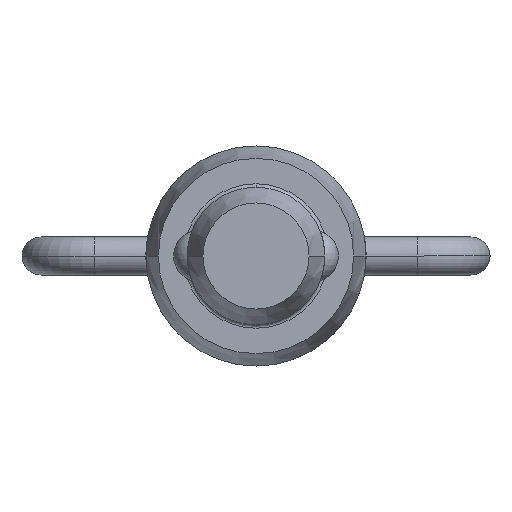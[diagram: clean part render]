
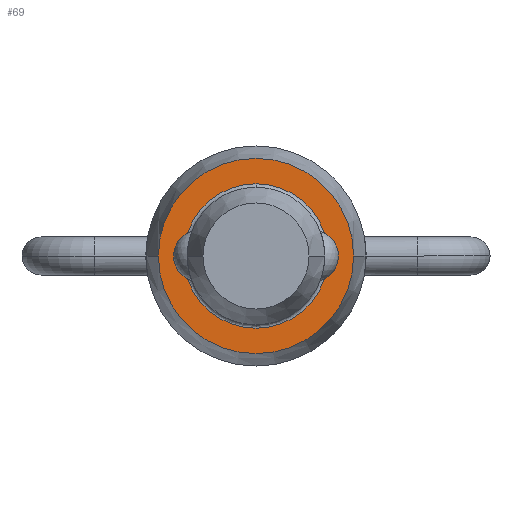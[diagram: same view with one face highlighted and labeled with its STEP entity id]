
A CAD part, front view. The second image highlights one B-rep face of the part: STEP entity #69.
In plain terms, the highlighted planar face has unit normal (0, -1, 0).
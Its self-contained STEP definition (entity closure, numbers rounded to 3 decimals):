
#69=ADVANCED_FACE('',(#171,#172),#173,.T.);
#171=FACE_OUTER_BOUND('',#304,.T.);
#172=FACE_BOUND('',#305,.T.);
#173=PLANE('',#306);
#304=EDGE_LOOP('',(#440,#441));
#305=EDGE_LOOP('',(#442,#443,#444));
#306=AXIS2_PLACEMENT_3D('',#445,#446,#447);
#440=ORIENTED_EDGE('',*,*,#799,.T.);
#441=ORIENTED_EDGE('',*,*,#800,.T.);
#442=ORIENTED_EDGE('',*,*,#801,.T.);
#443=ORIENTED_EDGE('',*,*,#802,.T.);
#444=ORIENTED_EDGE('',*,*,#803,.T.);
#445=CARTESIAN_POINT('',(-5.259,0.0,0.0));
#446=DIRECTION('',(0.,-1.0,0.0));
#447=DIRECTION('',(1.0,0.,0.0));
#799=EDGE_CURVE('',#947,#948,#949,.T.);
#800=EDGE_CURVE('',#948,#947,#950,.T.);
#801=EDGE_CURVE('',#951,#952,#953,.T.);
#802=EDGE_CURVE('',#952,#954,#955,.T.);
#803=EDGE_CURVE('',#954,#951,#956,.T.);
#947=VERTEX_POINT('',#1154);
#948=VERTEX_POINT('',#1155);
#949=CIRCLE('',#1156,5.632);
#950=CIRCLE('',#1157,5.632);
#951=VERTEX_POINT('',#1158);
#952=VERTEX_POINT('',#1159);
#953=CIRCLE('',#1160,4.169);
#954=VERTEX_POINT('',#1161);
#955=CIRCLE('',#1162,4.169);
#956=CIRCLE('',#1163,4.169);
#1154=CARTESIAN_POINT('',(-5.632,0.0,0.0));
#1155=CARTESIAN_POINT('',(5.632,0.,0.));
#1156=AXIS2_PLACEMENT_3D('',#1558,#1559,#1560);
#1157=AXIS2_PLACEMENT_3D('',#1561,#1562,#1563);
#1158=CARTESIAN_POINT('',(-4.169,0.0,0.0));
#1159=CARTESIAN_POINT('',(0.,0.,4.169));
#1160=AXIS2_PLACEMENT_3D('',#1564,#1565,#1566);
#1161=CARTESIAN_POINT('',(0.,0.,-4.169));
#1162=AXIS2_PLACEMENT_3D('',#1567,#1568,#1569);
#1163=AXIS2_PLACEMENT_3D('',#1570,#1571,#1572);
#1558=CARTESIAN_POINT('',(0.,0.0,0.));
#1559=DIRECTION('',(0.,-1.0,0.0));
#1560=DIRECTION('',(-1.0,0.,0.0));
#1561=CARTESIAN_POINT('',(0.,0.0,0.));
#1562=DIRECTION('',(0.,-1.0,0.0));
#1563=DIRECTION('',(-1.0,0.,0.0));
#1564=CARTESIAN_POINT('',(0.,0.0,0.0));
#1565=DIRECTION('',(0.,1.0,0.0));
#1566=DIRECTION('',(-1.0,0.,0.0));
#1567=CARTESIAN_POINT('',(0.,0.0,0.0));
#1568=DIRECTION('',(0.,1.0,0.0));
#1569=DIRECTION('',(-1.0,0.,0.0));
#1570=CARTESIAN_POINT('',(0.,0.0,0.0));
#1571=DIRECTION('',(0.,1.0,0.0));
#1572=DIRECTION('',(-1.0,0.,0.0));
